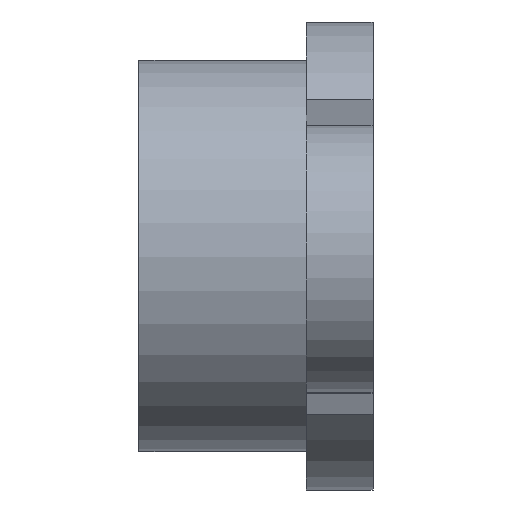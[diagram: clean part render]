
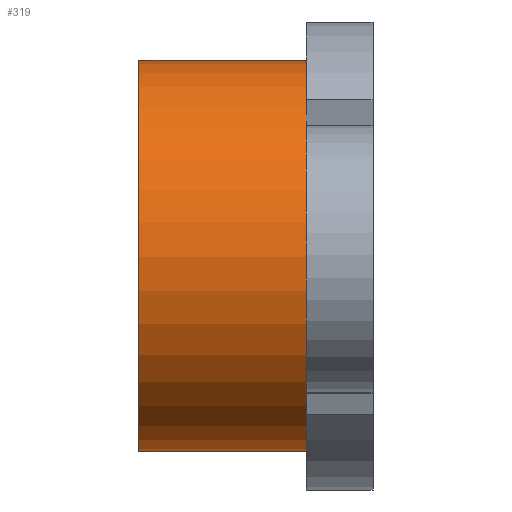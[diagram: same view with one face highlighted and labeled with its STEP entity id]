
A CAD part, top view. The second image highlights one B-rep face of the part: STEP entity #319.
In plain terms, the highlighted cylindrical face has radius 5.85 mm (diameter 11.7 mm), a full revolution.
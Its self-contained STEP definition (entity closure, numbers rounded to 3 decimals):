
#47=FACE_OUTER_BOUND('',#70,.T.);
#70=EDGE_LOOP('',(#278,#279,#280,#281));
#96=LINE('',#560,#120);
#120=VECTOR('',#469,5.85);
#137=CIRCLE('',#367,5.85);
#138=CIRCLE('',#369,5.85);
#165=VERTEX_POINT('',#554);
#166=VERTEX_POINT('',#557);
#206=EDGE_CURVE('',#165,#165,#137,.T.);
#207=EDGE_CURVE('',#166,#166,#138,.T.);
#208=EDGE_CURVE('',#165,#166,#96,.T.);
#278=ORIENTED_EDGE('',*,*,#206,.T.);
#279=ORIENTED_EDGE('',*,*,#208,.T.);
#280=ORIENTED_EDGE('',*,*,#207,.T.);
#281=ORIENTED_EDGE('',*,*,#208,.F.);
#301=CYLINDRICAL_SURFACE('',#370,5.85);
#319=ADVANCED_FACE('',(#47),#301,.T.);
#367=AXIS2_PLACEMENT_3D('',#555,#461,#462);
#369=AXIS2_PLACEMENT_3D('',#558,#465,#466);
#370=AXIS2_PLACEMENT_3D('',#559,#467,#468);
#461=DIRECTION('center_axis',(1.,0.,0.));
#462=DIRECTION('ref_axis',(0.,0.007,-1.));
#465=DIRECTION('center_axis',(-1.,0.,0.));
#466=DIRECTION('ref_axis',(0.,0.007,-1.));
#467=DIRECTION('center_axis',(1.,0.,0.));
#468=DIRECTION('ref_axis',(0.,0.007,-1.));
#469=DIRECTION('',(1.,0.,0.));
#554=CARTESIAN_POINT('',(-47.,9.959,15.85));
#555=CARTESIAN_POINT('Origin',(-47.,10.,10.));
#557=CARTESIAN_POINT('',(-42.,9.959,15.85));
#558=CARTESIAN_POINT('Origin',(-42.,10.,10.));
#559=CARTESIAN_POINT('Origin',(-45.,10.,10.));
#560=CARTESIAN_POINT('',(-45.,9.959,15.85));
